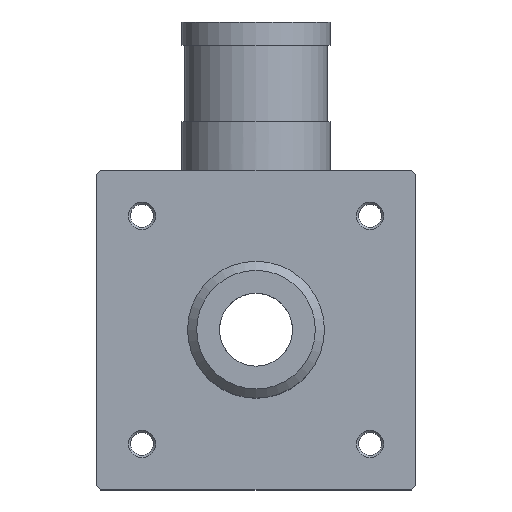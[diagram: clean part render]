
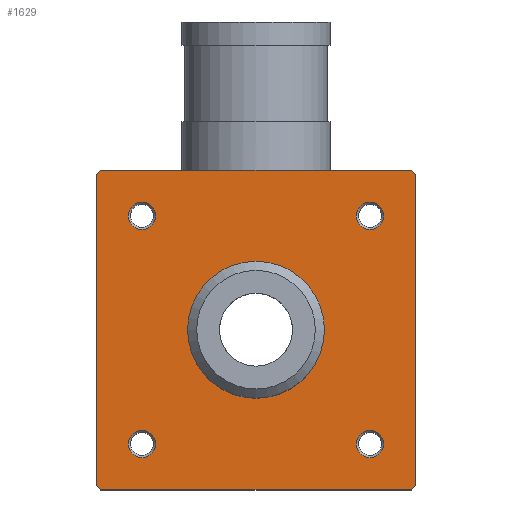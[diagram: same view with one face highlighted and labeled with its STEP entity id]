
A CAD part, top view. The second image highlights one B-rep face of the part: STEP entity #1629.
In plain terms, the highlighted planar face has unit normal (0, 0, 1).
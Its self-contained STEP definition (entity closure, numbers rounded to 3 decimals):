
#489=CARTESIAN_POINT('',(-50.0,14.,122.));
#490=VERTEX_POINT('',#489);
#491=CARTESIAN_POINT('',(-50.0,20.,122.));
#492=DIRECTION('',(0.0,0.0,-1.0));
#493=DIRECTION('',(0.0,-1.0,0.0));
#494=AXIS2_PLACEMENT_3D('',#491,#492,#493);
#495=CIRCLE('',#494,6.);
#496=EDGE_CURVE('',#490,#490,#495,.T.);
#582=CARTESIAN_POINT('',(-56.,120.0,122.));
#583=VERTEX_POINT('',#582);
#584=CARTESIAN_POINT('',(-50.0,120.0,122.));
#585=DIRECTION('',(0.0,0.0,-1.0));
#586=DIRECTION('',(-1.0,0.0,0.0));
#587=AXIS2_PLACEMENT_3D('',#584,#585,#586);
#588=CIRCLE('',#587,6.);
#589=EDGE_CURVE('',#583,#583,#588,.T.);
#675=CARTESIAN_POINT('',(50.0,126.,122.));
#676=VERTEX_POINT('',#675);
#677=CARTESIAN_POINT('',(50.0,120.0,122.));
#678=DIRECTION('',(0.0,0.0,-1.0));
#679=DIRECTION('',(0.0,1.0,0.0));
#680=AXIS2_PLACEMENT_3D('',#677,#678,#679);
#681=CIRCLE('',#680,6.);
#682=EDGE_CURVE('',#676,#676,#681,.T.);
#946=CARTESIAN_POINT('',(56.,20.0,122.));
#947=VERTEX_POINT('',#946);
#948=CARTESIAN_POINT('',(50.0,20.0,122.));
#949=DIRECTION('',(0.0,0.0,-1.0));
#950=DIRECTION('',(1.0,0.0,0.0));
#951=AXIS2_PLACEMENT_3D('',#948,#949,#950);
#952=CIRCLE('',#951,6.);
#953=EDGE_CURVE('',#947,#947,#952,.T.);
#1518=CARTESIAN_POINT('',(-68.0,140.0,122.));
#1519=VERTEX_POINT('',#1518);
#1526=CARTESIAN_POINT('',(68.0,140.0,122.));
#1527=VERTEX_POINT('',#1526);
#1528=CARTESIAN_POINT('',(68.0,140.0,122.));
#1529=DIRECTION('',(-1.0,0.0,0.0));
#1530=VECTOR('',#1529,136.0);
#1531=LINE('',#1528,#1530);
#1532=EDGE_CURVE('',#1527,#1519,#1531,.T.);
#1544=CARTESIAN_POINT('',(0.0,70.,122.));
#1545=DIRECTION('',(0.0,0.0,1.0));
#1546=DIRECTION('',(1.0,0.0,0.0));
#1547=AXIS2_PLACEMENT_3D('',#1544,#1545,#1546);
#1548=PLANE('',#1547);
#1549=CARTESIAN_POINT('',(-70.0,138.0,122.));
#1550=VERTEX_POINT('',#1549);
#1551=CARTESIAN_POINT('',(-70.0,2.0,122.));
#1552=VERTEX_POINT('',#1551);
#1553=CARTESIAN_POINT('',(-70.0,138.0,122.));
#1554=DIRECTION('',(0.0,-1.0,0.0));
#1555=VECTOR('',#1554,136.0);
#1556=LINE('',#1553,#1555);
#1557=EDGE_CURVE('',#1550,#1552,#1556,.T.);
#1558=ORIENTED_EDGE('',*,*,#1557,.T.);
#1559=CARTESIAN_POINT('',(-68.0,0.0,122.));
#1560=VERTEX_POINT('',#1559);
#1561=CARTESIAN_POINT('',(-70.0,2.0,122.));
#1562=DIRECTION('',(0.707,-0.707,0.0));
#1563=VECTOR('',#1562,2.828);
#1564=LINE('',#1561,#1563);
#1565=EDGE_CURVE('',#1552,#1560,#1564,.T.);
#1566=ORIENTED_EDGE('',*,*,#1565,.T.);
#1567=CARTESIAN_POINT('',(68.0,0.0,122.));
#1568=VERTEX_POINT('',#1567);
#1569=CARTESIAN_POINT('',(-68.0,0.0,122.));
#1570=DIRECTION('',(1.0,0.0,0.0));
#1571=VECTOR('',#1570,136.0);
#1572=LINE('',#1569,#1571);
#1573=EDGE_CURVE('',#1560,#1568,#1572,.T.);
#1574=ORIENTED_EDGE('',*,*,#1573,.T.);
#1575=CARTESIAN_POINT('',(70.0,2.0,122.));
#1576=VERTEX_POINT('',#1575);
#1577=CARTESIAN_POINT('',(68.0,0.0,122.));
#1578=DIRECTION('',(0.707,0.707,0.0));
#1579=VECTOR('',#1578,2.828);
#1580=LINE('',#1577,#1579);
#1581=EDGE_CURVE('',#1568,#1576,#1580,.T.);
#1582=ORIENTED_EDGE('',*,*,#1581,.T.);
#1583=CARTESIAN_POINT('',(70.0,138.0,122.));
#1584=VERTEX_POINT('',#1583);
#1585=CARTESIAN_POINT('',(70.0,2.0,122.));
#1586=DIRECTION('',(0.0,1.0,0.0));
#1587=VECTOR('',#1586,136.0);
#1588=LINE('',#1585,#1587);
#1589=EDGE_CURVE('',#1576,#1584,#1588,.T.);
#1590=ORIENTED_EDGE('',*,*,#1589,.T.);
#1591=CARTESIAN_POINT('',(70.0,138.0,122.));
#1592=DIRECTION('',(-0.707,0.707,0.0));
#1593=VECTOR('',#1592,2.828);
#1594=LINE('',#1591,#1593);
#1595=EDGE_CURVE('',#1584,#1527,#1594,.T.);
#1596=ORIENTED_EDGE('',*,*,#1595,.T.);
#1597=ORIENTED_EDGE('',*,*,#1532,.T.);
#1598=CARTESIAN_POINT('',(-68.0,140.0,122.));
#1599=DIRECTION('',(-0.707,-0.707,0.0));
#1600=VECTOR('',#1599,2.828);
#1601=LINE('',#1598,#1600);
#1602=EDGE_CURVE('',#1519,#1550,#1601,.T.);
#1603=ORIENTED_EDGE('',*,*,#1602,.T.);
#1604=EDGE_LOOP('',(#1558,#1566,#1574,#1582,#1590,#1596,#1597,#1603));
#1605=FACE_OUTER_BOUND('',#1604,.T.);
#1606=ORIENTED_EDGE('',*,*,#496,.T.);
#1607=EDGE_LOOP('',(#1606));
#1608=FACE_BOUND('',#1607,.T.);
#1609=ORIENTED_EDGE('',*,*,#589,.T.);
#1610=EDGE_LOOP('',(#1609));
#1611=FACE_BOUND('',#1610,.T.);
#1612=ORIENTED_EDGE('',*,*,#682,.T.);
#1613=EDGE_LOOP('',(#1612));
#1614=FACE_BOUND('',#1613,.T.);
#1615=ORIENTED_EDGE('',*,*,#953,.T.);
#1616=EDGE_LOOP('',(#1615));
#1617=FACE_BOUND('',#1616,.T.);
#1618=CARTESIAN_POINT('',(-30.0,70.0,122.));
#1619=VERTEX_POINT('',#1618);
#1620=CARTESIAN_POINT('',(0.0,70.0,122.));
#1621=DIRECTION('',(0.0,0.0,1.0));
#1622=DIRECTION('',(1.0,0.0,0.0));
#1623=AXIS2_PLACEMENT_3D('',#1620,#1621,#1622);
#1624=CIRCLE('',#1623,30.0);
#1625=EDGE_CURVE('',#1619,#1619,#1624,.T.);
#1626=ORIENTED_EDGE('',*,*,#1625,.F.);
#1627=EDGE_LOOP('',(#1626));
#1628=FACE_BOUND('',#1627,.T.);
#1629=ADVANCED_FACE('',(#1605,#1608,#1611,#1614,#1617,#1628),#1548,.T.);
